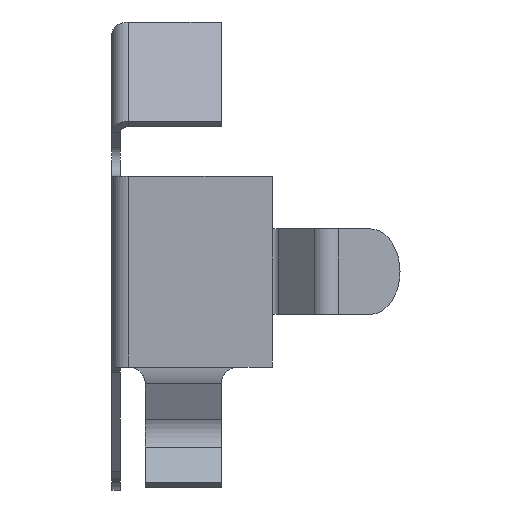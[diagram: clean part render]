
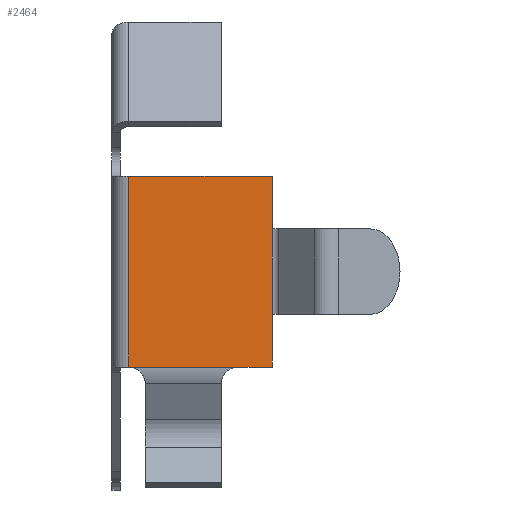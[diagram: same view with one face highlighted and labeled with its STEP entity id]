
A CAD part, left-side view. The second image highlights one B-rep face of the part: STEP entity #2464.
In plain terms, the highlighted planar face has unit normal (-1, 0, 0).
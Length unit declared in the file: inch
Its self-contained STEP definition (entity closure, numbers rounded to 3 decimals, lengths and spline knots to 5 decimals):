
#1404 = DIRECTION ( 'NONE',  ( 0., -1., 0. ) ) ;
#1405 = VECTOR ( 'NONE', #1404, 39.37008 ) ;
#2170 = CARTESIAN_POINT ( 'NONE',  ( -0.209, -0.11, 0.22689 ) ) ;
#2172 = DIRECTION ( 'NONE',  ( 0., 0., -1. ) ) ;
#2173 = VECTOR ( 'NONE', #2172, 39.37008 ) ;
#2174 = CARTESIAN_POINT ( 'NONE',  ( -0.209, -0.11, 0.08889 ) ) ;
#2175 = LINE ( 'NONE', #2174, #2173 ) ;
#2417 = EDGE_CURVE ( 'NONE', #2429, #2435, #3498, .T. ) ;
#2425 = ORIENTED_EDGE ( 'NONE', *, *, #2463, .F. ) ;
#2429 = VERTEX_POINT ( 'NONE', #3505 ) ;
#2435 = VERTEX_POINT ( 'NONE', #3556 ) ;
#2461 = ORIENTED_EDGE ( 'NONE', *, *, #3948, .F. ) ;
#2462 = ORIENTED_EDGE ( 'NONE', *, *, #2472, .F. ) ;
#2463 = EDGE_CURVE ( 'NONE', #4003, #2466, #3570, .T. ) ;
#2464 = ADVANCED_FACE ( 'NONE', ( #3566 ), #3585, .F. ) ;
#2466 = VERTEX_POINT ( 'NONE', #3586 ) ;
#2468 = EDGE_LOOP ( 'NONE', ( #2473, #2474, #2476, #2469, #2425, #2461, #2462 ) ) ;
#2469 = ORIENTED_EDGE ( 'NONE', *, *, #2471, .F. ) ;
#2471 = EDGE_CURVE ( 'NONE', #2466, #2482, #3584, .T. ) ;
#2472 = EDGE_CURVE ( 'NONE', #2435, #3950, #3580, .T. ) ;
#2473 = ORIENTED_EDGE ( 'NONE', *, *, #2417, .F. ) ;
#2474 = ORIENTED_EDGE ( 'NONE', *, *, #2475, .T. ) ;
#2475 = EDGE_CURVE ( 'NONE', #2429, #2495, #4040, .T. ) ;
#2476 = ORIENTED_EDGE ( 'NONE', *, *, #2490, .F. ) ;
#2482 = VERTEX_POINT ( 'NONE', #4038 ) ;
#2490 = EDGE_CURVE ( 'NONE', #2482, #2495, #4119, .T. ) ;
#2495 = VERTEX_POINT ( 'NONE', #4105 ) ;
#3355 = CARTESIAN_POINT ( 'NONE',  ( -0.209, -0.11, 0.18889 ) ) ;
#3381 = CARTESIAN_POINT ( 'NONE',  ( -0.209, -0.006, 0.22689 ) ) ;
#3485 = DIRECTION ( 'NONE',  ( 0., 0., 1. ) ) ;
#3490 = VECTOR ( 'NONE', #3485, 39.37008 ) ;
#3498 = LINE ( 'NONE', #3381, #3490 ) ;
#3505 = CARTESIAN_POINT ( 'NONE',  ( -0.209, -0.006, 0.08889 ) ) ;
#3556 = CARTESIAN_POINT ( 'NONE',  ( -0.209, -0.006, 0.22689 ) ) ;
#3564 = CARTESIAN_POINT ( 'NONE',  ( -0.209, 0., 0.08889 ) ) ;
#3565 = AXIS2_PLACEMENT_3D ( 'NONE', #3564, #3610, #3609 ) ;
#3566 = FACE_OUTER_BOUND ( 'NONE', #2468, .T. ) ;
#3567 = DIRECTION ( 'NONE',  ( 0., 0., -1. ) ) ;
#3568 = VECTOR ( 'NONE', #3567, 39.37008 ) ;
#3569 = CARTESIAN_POINT ( 'NONE',  ( -0.209, -0.11, 0.18889 ) ) ;
#3570 = LINE ( 'NONE', #3569, #3568 ) ;
#3579 = CARTESIAN_POINT ( 'NONE',  ( -0.209, -0.11, 0.22689 ) ) ;
#3580 = LINE ( 'NONE', #3579, #1405 ) ;
#3581 = DIRECTION ( 'NONE',  ( 0., 0., -1. ) ) ;
#3582 = VECTOR ( 'NONE', #3581, 39.37008 ) ;
#3583 = CARTESIAN_POINT ( 'NONE',  ( -0.209, -0.11, 0.08889 ) ) ;
#3584 = LINE ( 'NONE', #3583, #3582 ) ;
#3585 = PLANE ( 'NONE',  #3565 ) ;
#3586 = CARTESIAN_POINT ( 'NONE',  ( -0.209, -0.11, 0.12689 ) ) ;
#3609 = DIRECTION ( 'NONE',  ( 0., -1., 0. ) ) ;
#3610 = DIRECTION ( 'NONE',  ( 1., 0., 0. ) ) ;
#3924 = CARTESIAN_POINT ( 'NONE',  ( -0.209, -0.018, 0.08889 ) ) ;
#3948 = EDGE_CURVE ( 'NONE', #3950, #4003, #2175, .T. ) ;
#3950 = VERTEX_POINT ( 'NONE', #2170 ) ;
#3995 = VECTOR ( 'NONE', #4031, 39.37008 ) ;
#4003 = VERTEX_POINT ( 'NONE', #3355 ) ;
#4031 = DIRECTION ( 'NONE',  ( 0., -1., 0. ) ) ;
#4038 = CARTESIAN_POINT ( 'NONE',  ( -0.209, -0.11, 0.08889 ) ) ;
#4040 = LINE ( 'NONE', #3924, #3995 ) ;
#4105 = CARTESIAN_POINT ( 'NONE',  ( -0.209, -0.085, 0.08889 ) ) ;
#4116 = DIRECTION ( 'NONE',  ( 0., 1., 0. ) ) ;
#4117 = VECTOR ( 'NONE', #4116, 39.37008 ) ;
#4118 = CARTESIAN_POINT ( 'NONE',  ( -0.209, 0., 0.08889 ) ) ;
#4119 = LINE ( 'NONE', #4118, #4117 ) ;
